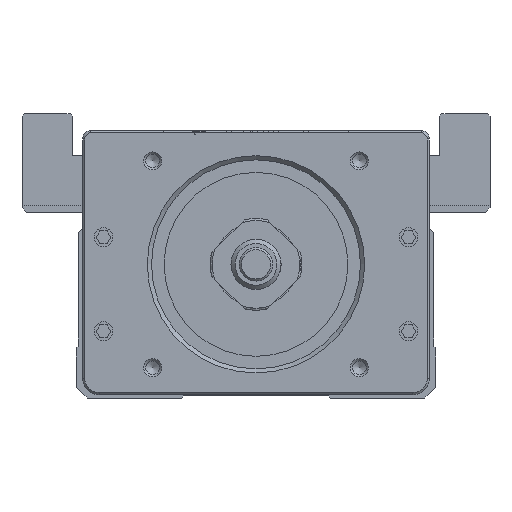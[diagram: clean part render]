
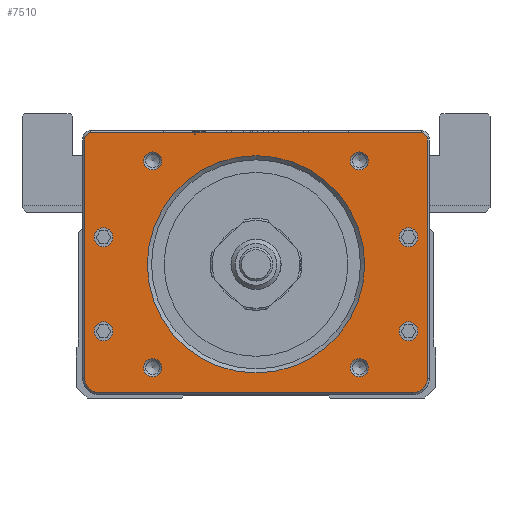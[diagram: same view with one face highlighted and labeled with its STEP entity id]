
A CAD part, front view. The second image highlights one B-rep face of the part: STEP entity #7510.
In plain terms, the highlighted planar face has unit normal (0, -1, 0).
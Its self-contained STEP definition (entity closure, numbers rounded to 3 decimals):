
#809=PLANE('',#23945);
#3504=LINE('',#35847,#5691);
#3505=LINE('',#35852,#5692);
#3506=LINE('',#35856,#5693);
#3507=LINE('',#35860,#5694);
#5691=VECTOR('',#28210,1.);
#5692=VECTOR('',#28213,1.);
#5693=VECTOR('',#28216,1.);
#5694=VECTOR('',#28219,1.);
#7510=ADVANCED_FACE('',(#8668,#8669,#8670,#8671,#8672,#8673,#8674,#8675,
#8676,#8677),#809,.F.);
#8668=FACE_BOUND('',#9895,.T.);
#8669=FACE_BOUND('',#9896,.T.);
#8670=FACE_BOUND('',#9897,.T.);
#8671=FACE_BOUND('',#9898,.T.);
#8672=FACE_BOUND('',#9899,.T.);
#8673=FACE_BOUND('',#9900,.T.);
#8674=FACE_BOUND('',#9901,.T.);
#8675=FACE_BOUND('',#9902,.T.);
#8676=FACE_BOUND('',#9903,.T.);
#8677=FACE_BOUND('',#9904,.T.);
#9895=EDGE_LOOP('',(#14031));
#9896=EDGE_LOOP('',(#14032));
#9897=EDGE_LOOP('',(#14033));
#9898=EDGE_LOOP('',(#14034));
#9899=EDGE_LOOP('',(#14035));
#9900=EDGE_LOOP('',(#14036,#14037,#14038,#14039,#14040,#14041,#14042,#14043));
#9901=EDGE_LOOP('',(#14044));
#9902=EDGE_LOOP('',(#14045));
#9903=EDGE_LOOP('',(#14046));
#9904=EDGE_LOOP('',(#14047));
#14031=ORIENTED_EDGE('',*,*,#20926,.T.);
#14032=ORIENTED_EDGE('',*,*,#20927,.T.);
#14033=ORIENTED_EDGE('',*,*,#20928,.T.);
#14034=ORIENTED_EDGE('',*,*,#20929,.T.);
#14035=ORIENTED_EDGE('',*,*,#20930,.T.);
#14036=ORIENTED_EDGE('',*,*,#20931,.T.);
#14037=ORIENTED_EDGE('',*,*,#20932,.T.);
#14038=ORIENTED_EDGE('',*,*,#20933,.T.);
#14039=ORIENTED_EDGE('',*,*,#20934,.T.);
#14040=ORIENTED_EDGE('',*,*,#20935,.T.);
#14041=ORIENTED_EDGE('',*,*,#20936,.T.);
#14042=ORIENTED_EDGE('',*,*,#20937,.T.);
#14043=ORIENTED_EDGE('',*,*,#20938,.T.);
#14044=ORIENTED_EDGE('',*,*,#20939,.T.);
#14045=ORIENTED_EDGE('',*,*,#20940,.T.);
#14046=ORIENTED_EDGE('',*,*,#20941,.T.);
#14047=ORIENTED_EDGE('',*,*,#20942,.T.);
#18293=VERTEX_POINT('',#35838);
#18294=VERTEX_POINT('',#35840);
#18295=VERTEX_POINT('',#35842);
#18296=VERTEX_POINT('',#35844);
#18297=VERTEX_POINT('',#35846);
#18298=VERTEX_POINT('',#35848);
#18299=VERTEX_POINT('',#35849);
#18300=VERTEX_POINT('',#35851);
#18301=VERTEX_POINT('',#35853);
#18302=VERTEX_POINT('',#35855);
#18303=VERTEX_POINT('',#35857);
#18304=VERTEX_POINT('',#35859);
#18305=VERTEX_POINT('',#35861);
#18306=VERTEX_POINT('',#35864);
#18307=VERTEX_POINT('',#35866);
#18308=VERTEX_POINT('',#35868);
#18309=VERTEX_POINT('',#35870);
#20926=EDGE_CURVE('',#18293,#18293,#22615,.T.);
#20927=EDGE_CURVE('',#18294,#18294,#22616,.T.);
#20928=EDGE_CURVE('',#18295,#18295,#22617,.T.);
#20929=EDGE_CURVE('',#18296,#18296,#22618,.T.);
#20930=EDGE_CURVE('',#18297,#18297,#22619,.T.);
#20931=EDGE_CURVE('',#18298,#18299,#3504,.T.);
#20932=EDGE_CURVE('',#18299,#18300,#22620,.T.);
#20933=EDGE_CURVE('',#18300,#18301,#3505,.T.);
#20934=EDGE_CURVE('',#18301,#18302,#22621,.T.);
#20935=EDGE_CURVE('',#18302,#18303,#3506,.T.);
#20936=EDGE_CURVE('',#18303,#18304,#22622,.T.);
#20937=EDGE_CURVE('',#18304,#18305,#3507,.T.);
#20938=EDGE_CURVE('',#18305,#18298,#22623,.T.);
#20939=EDGE_CURVE('',#18306,#18306,#22624,.T.);
#20940=EDGE_CURVE('',#18307,#18307,#22625,.T.);
#20941=EDGE_CURVE('',#18308,#18308,#22626,.T.);
#20942=EDGE_CURVE('',#18309,#18309,#22627,.T.);
#22615=CIRCLE('',#23932,2.15);
#22616=CIRCLE('',#23933,2.15);
#22617=CIRCLE('',#23934,2.15);
#22618=CIRCLE('',#23935,2.15);
#22619=CIRCLE('',#23936,26.);
#22620=CIRCLE('',#23937,1.5);
#22621=CIRCLE('',#23938,1.5);
#22622=CIRCLE('',#23939,3.5);
#22623=CIRCLE('',#23940,3.5);
#22624=CIRCLE('',#23941,2.25);
#22625=CIRCLE('',#23942,2.25);
#22626=CIRCLE('',#23943,2.25);
#22627=CIRCLE('',#23944,2.25);
#23932=AXIS2_PLACEMENT_3D('',#35837,#28200,#28201);
#23933=AXIS2_PLACEMENT_3D('',#35839,#28202,#28203);
#23934=AXIS2_PLACEMENT_3D('',#35841,#28204,#28205);
#23935=AXIS2_PLACEMENT_3D('',#35843,#28206,#28207);
#23936=AXIS2_PLACEMENT_3D('',#35845,#28208,#28209);
#23937=AXIS2_PLACEMENT_3D('',#35850,#28211,#28212);
#23938=AXIS2_PLACEMENT_3D('',#35854,#28214,#28215);
#23939=AXIS2_PLACEMENT_3D('',#35858,#28217,#28218);
#23940=AXIS2_PLACEMENT_3D('',#35862,#28220,#28221);
#23941=AXIS2_PLACEMENT_3D('',#35863,#28222,#28223);
#23942=AXIS2_PLACEMENT_3D('',#35865,#28224,#28225);
#23943=AXIS2_PLACEMENT_3D('',#35867,#28226,#28227);
#23944=AXIS2_PLACEMENT_3D('',#35869,#28228,#28229);
#23945=AXIS2_PLACEMENT_3D('',#35871,#28230,#28231);
#28200=DIRECTION('',(0.,1.,0.));
#28201=DIRECTION('',(0.,0.,1.));
#28202=DIRECTION('',(0.,1.,0.));
#28203=DIRECTION('',(0.,0.,1.));
#28204=DIRECTION('',(0.,1.,0.));
#28205=DIRECTION('',(0.,0.,1.));
#28206=DIRECTION('',(0.,1.,0.));
#28207=DIRECTION('',(0.,0.,1.));
#28208=DIRECTION('',(0.,1.,0.));
#28209=DIRECTION('',(0.,0.,1.));
#28210=DIRECTION('',(0.,0.,1.));
#28211=DIRECTION('',(0.,-1.,0.));
#28212=DIRECTION('',(0.,0.,1.));
#28213=DIRECTION('',(-1.,0.,0.));
#28214=DIRECTION('',(0.,-1.,0.));
#28215=DIRECTION('',(0.,0.,1.));
#28216=DIRECTION('',(0.,0.,-1.));
#28217=DIRECTION('',(0.,-1.,0.));
#28218=DIRECTION('',(0.,0.,1.));
#28219=DIRECTION('',(1.,0.,0.));
#28220=DIRECTION('',(0.,-1.,0.));
#28221=DIRECTION('',(0.,0.,1.));
#28222=DIRECTION('',(0.,1.,0.));
#28223=DIRECTION('',(0.,0.,1.));
#28224=DIRECTION('',(0.,1.,0.));
#28225=DIRECTION('',(0.,0.,1.));
#28226=DIRECTION('',(0.,1.,0.));
#28227=DIRECTION('',(0.,0.,1.));
#28228=DIRECTION('',(0.,1.,0.));
#28229=DIRECTION('',(0.,0.,1.));
#28230=DIRECTION('',(0.,1.,0.));
#28231=DIRECTION('',(0.,0.,-1.));
#35837=CARTESIAN_POINT('',(-24.749,-236.633,7.251));
#35838=CARTESIAN_POINT('',(-24.749,-236.633,9.401));
#35839=CARTESIAN_POINT('',(24.749,-236.633,56.749));
#35840=CARTESIAN_POINT('',(24.749,-236.633,58.899));
#35841=CARTESIAN_POINT('',(-24.749,-236.633,56.749));
#35842=CARTESIAN_POINT('',(-24.749,-236.633,58.899));
#35843=CARTESIAN_POINT('',(24.749,-236.633,7.251));
#35844=CARTESIAN_POINT('',(24.749,-236.633,9.401));
#35845=CARTESIAN_POINT('',(0.,-236.633,32.));
#35846=CARTESIAN_POINT('',(0.,-236.633,58.));
#35847=CARTESIAN_POINT('',(41.,-236.633,60.));
#35848=CARTESIAN_POINT('',(41.,-236.633,4.8));
#35849=CARTESIAN_POINT('',(41.,-236.633,62.));
#35850=CARTESIAN_POINT('',(39.5,-236.633,62.));
#35851=CARTESIAN_POINT('',(39.5,-236.633,63.5));
#35852=CARTESIAN_POINT('',(39.,-236.633,63.5));
#35853=CARTESIAN_POINT('',(-39.5,-236.633,63.5));
#35854=CARTESIAN_POINT('',(-39.5,-236.633,62.));
#35855=CARTESIAN_POINT('',(-41.,-236.633,62.));
#35856=CARTESIAN_POINT('',(-41.,-236.633,60.));
#35857=CARTESIAN_POINT('',(-41.,-236.633,4.8));
#35858=CARTESIAN_POINT('',(-37.5,-236.633,4.8));
#35859=CARTESIAN_POINT('',(-37.5,-236.633,1.3));
#35860=CARTESIAN_POINT('',(39.,-236.633,1.3));
#35861=CARTESIAN_POINT('',(37.5,-236.633,1.3));
#35862=CARTESIAN_POINT('',(37.5,-236.633,4.8));
#35863=CARTESIAN_POINT('',(-36.5,-236.633,38.5));
#35864=CARTESIAN_POINT('',(-36.5,-236.633,40.75));
#35865=CARTESIAN_POINT('',(-36.5,-236.633,16.));
#35866=CARTESIAN_POINT('',(-36.5,-236.633,18.25));
#35867=CARTESIAN_POINT('',(36.5,-236.633,38.5));
#35868=CARTESIAN_POINT('',(36.5,-236.633,40.75));
#35869=CARTESIAN_POINT('',(36.5,-236.633,16.));
#35870=CARTESIAN_POINT('',(36.5,-236.633,18.25));
#35871=CARTESIAN_POINT('',(39.,-236.633,60.));
